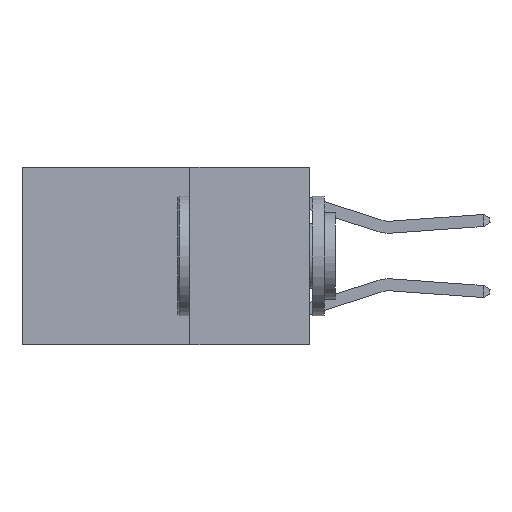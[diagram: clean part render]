
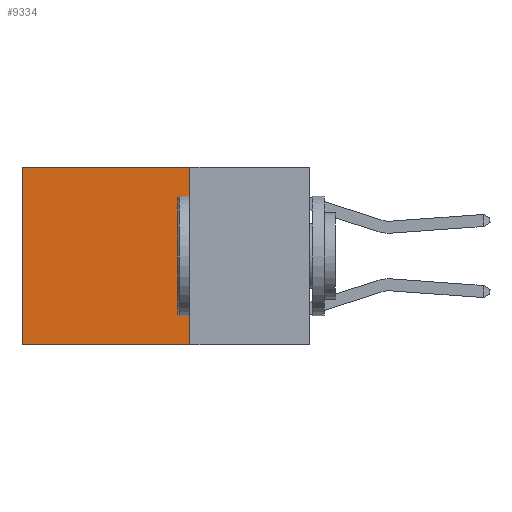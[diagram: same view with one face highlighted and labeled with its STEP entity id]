
A CAD part, left-side view. The second image highlights one B-rep face of the part: STEP entity #9334.
In plain terms, the highlighted planar face has unit normal (-1, 0, 0).
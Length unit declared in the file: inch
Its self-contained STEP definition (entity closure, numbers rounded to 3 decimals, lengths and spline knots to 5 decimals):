
#636 = CARTESIAN_POINT ( 'NONE',  ( 0.2625, 0.25, 0. ) ) ;
#1000 = CARTESIAN_POINT ( 'NONE',  ( 0.2625, 0.25, -0.37 ) ) ;
#1344 = EDGE_CURVE ( 'NONE', #4551, #10445, #3535, .T. ) ;
#1368 = DIRECTION ( 'NONE',  ( 0., 0., -1. ) ) ;
#1378 = DIRECTION ( 'NONE',  ( 1., 0., 0. ) ) ;
#1515 = LINE ( 'NONE', #4717, #6089 ) ;
#2210 = EDGE_CURVE ( 'NONE', #8392, #4601, #4577, .T. ) ;
#2362 = DIRECTION ( 'NONE',  ( 0., 1., 0. ) ) ;
#2754 = DIRECTION ( 'NONE',  ( 0., 0., -1. ) ) ;
#2941 = EDGE_CURVE ( 'NONE', #4551, #8392, #1515, .T. ) ;
#2989 = LINE ( 'NONE', #5411, #8051 ) ;
#3374 = VECTOR ( 'NONE', #2754, 39.37008 ) ;
#3535 = LINE ( 'NONE', #6779, #3374 ) ;
#3845 = PLANE ( 'NONE',  #8381 ) ;
#4457 = EDGE_LOOP ( 'NONE', ( #5174, #9997, #4541, #9898 ) ) ;
#4541 = ORIENTED_EDGE ( 'NONE', *, *, #1344, .F. ) ;
#4551 = VERTEX_POINT ( 'NONE', #6061 ) ;
#4577 = LINE ( 'NONE', #7790, #6080 ) ;
#4601 = VERTEX_POINT ( 'NONE', #7719 ) ;
#4717 = CARTESIAN_POINT ( 'NONE',  ( 0.2625, 0.25, 0. ) ) ;
#5174 = ORIENTED_EDGE ( 'NONE', *, *, #2210, .T. ) ;
#5388 = FACE_OUTER_BOUND ( 'NONE', #4457, .T. ) ;
#5411 = CARTESIAN_POINT ( 'NONE',  ( 0.2625, 0.25, -0.37 ) ) ;
#6061 = CARTESIAN_POINT ( 'NONE',  ( 0.2625, 0.25, 0. ) ) ;
#6080 = VECTOR ( 'NONE', #1368, 39.37008 ) ;
#6089 = VECTOR ( 'NONE', #2362, 39.37008 ) ;
#6677 = CARTESIAN_POINT ( 'NONE',  ( 0.2625, 0.6, 0. ) ) ;
#6779 = CARTESIAN_POINT ( 'NONE',  ( 0.2625, 0.25, 0. ) ) ;
#7104 = DIRECTION ( 'NONE',  ( 0., 0., -1. ) ) ;
#7719 = CARTESIAN_POINT ( 'NONE',  ( 0.2625, 0.6, -0.37 ) ) ;
#7790 = CARTESIAN_POINT ( 'NONE',  ( 0.2625, 0.6, 0. ) ) ;
#8051 = VECTOR ( 'NONE', #8546, 39.37008 ) ;
#8381 = AXIS2_PLACEMENT_3D ( 'NONE', #636, #1378, #7104 ) ;
#8392 = VERTEX_POINT ( 'NONE', #6677 ) ;
#8546 = DIRECTION ( 'NONE',  ( 0., 1., 0. ) ) ;
#9334 = ADVANCED_FACE ( 'NONE', ( #5388 ), #3845, .F. ) ;
#9898 = ORIENTED_EDGE ( 'NONE', *, *, #2941, .T. ) ;
#9997 = ORIENTED_EDGE ( 'NONE', *, *, #10041, .F. ) ;
#10041 = EDGE_CURVE ( 'NONE', #10445, #4601, #2989, .T. ) ;
#10445 = VERTEX_POINT ( 'NONE', #1000 ) ;
